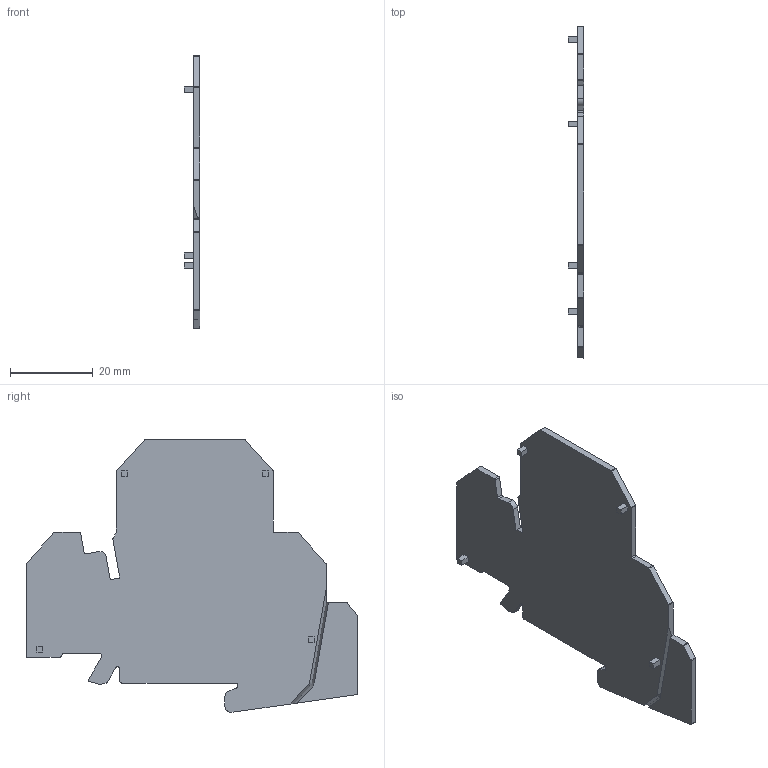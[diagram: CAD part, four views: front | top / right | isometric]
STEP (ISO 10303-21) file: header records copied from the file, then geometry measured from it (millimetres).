
FILE_DESCRIPTION(('CATIA V5 STEP Exchange','CAx-IF Rec.Pracs.--- Model Styling and Organization---1.5--- 2016-08-15','CAx-IF Rec.Pracs.---Supplemental Geometry---1.0---2011-11-01','CAx-IF Rec.Pracs.--- Composite Materials ---1.1---2010-07-15'),'2;1');
FILE_NAME ('335130_1', '2025-09-22T05:31:11+00:00', ('none'), ('Weidmueller'), 'CATIA Version 5-6 Release 2024 SP4', 'CATIA V5 STEP AP214 v3', 'none');
FILE_SCHEMA(('AUTOMOTIVE_DESIGN { 1 0 10303 214 1 1 1 1 }'));
Length unit declared in the file: millimetre
Products named in the file (1): 1839850000_WAP_WDK_2-5N-TR-DU
Bounding box: 3.8 x 80.2 x 65.89 mm (x, y, z)
Volume: 5277.2 mm3; surface area: 7571.3 mm2
Topology: 1 solids, 1 shells, 97 faces, 273 edges, 182 vertices
Faces by surface type: plane 62, cylinder 33, revolution 2
Entity records: 3064 total; most frequent: CARTESIAN_POINT 567, ORIENTED_EDGE 546, DIRECTION 446, EDGE_CURVE 273, VECTOR 205, LINE 205, VERTEX_POINT 182, AXIS2_PLACEMENT_3D 154
